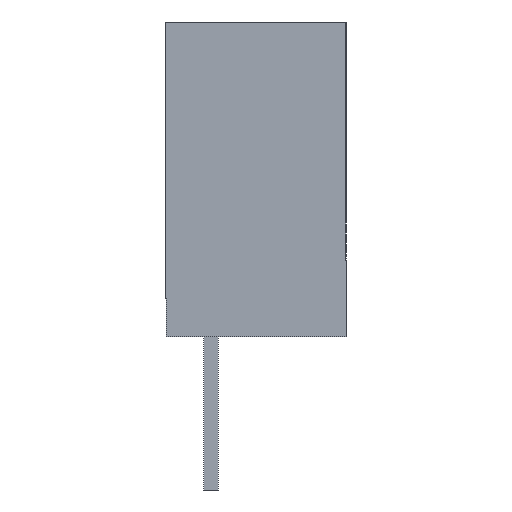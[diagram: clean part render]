
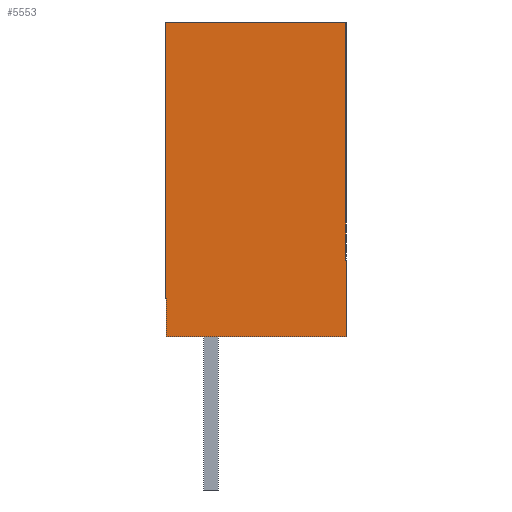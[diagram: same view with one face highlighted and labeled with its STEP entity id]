
A CAD part, left-side view. The second image highlights one B-rep face of the part: STEP entity #5553.
In plain terms, the highlighted planar face has unit normal (-1, 0, 0).
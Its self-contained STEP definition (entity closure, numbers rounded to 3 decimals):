
#982 = VERTEX_POINT('',#983);
#983 = CARTESIAN_POINT('',(-30.734,8.89,2.54));
#989 = EDGE_CURVE('',#982,#990,#992,.T.);
#990 = VERTEX_POINT('',#991);
#991 = CARTESIAN_POINT('',(-30.734,0.,2.54));
#992 = LINE('',#993,#994);
#993 = CARTESIAN_POINT('',(-30.734,8.89,2.54));
#994 = VECTOR('',#995,1.);
#995 = DIRECTION('',(0.,-1.,0.));
#1030 = VERTEX_POINT('',#1031);
#1031 = CARTESIAN_POINT('',(-30.734,0.,-2.54));
#1037 = EDGE_CURVE('',#1038,#1030,#1040,.T.);
#1038 = VERTEX_POINT('',#1039);
#1039 = CARTESIAN_POINT('',(-30.734,8.89,-2.54));
#1040 = LINE('',#1041,#1042);
#1041 = CARTESIAN_POINT('',(-30.734,8.89,-2.54));
#1042 = VECTOR('',#1043,1.);
#1043 = DIRECTION('',(0.,-1.,0.));
#1154 = EDGE_CURVE('',#1030,#990,#1155,.T.);
#1155 = LINE('',#1156,#1157);
#1156 = CARTESIAN_POINT('',(-30.734,0.,-2.54));
#1157 = VECTOR('',#1158,1.);
#1158 = DIRECTION('',(0.,0.,1.));
#4703 = EDGE_CURVE('',#1038,#982,#4704,.T.);
#4704 = LINE('',#4705,#4706);
#4705 = CARTESIAN_POINT('',(-30.734,8.89,-2.54));
#4706 = VECTOR('',#4707,1.);
#4707 = DIRECTION('',(0.,0.,1.));
#5553 = ADVANCED_FACE('',(#5554),#5560,.F.);
#5554 = FACE_BOUND('',#5555,.T.);
#5555 = EDGE_LOOP('',(#5556,#5557,#5558,#5559));
#5556 = ORIENTED_EDGE('',*,*,#1154,.T.);
#5557 = ORIENTED_EDGE('',*,*,#989,.F.);
#5558 = ORIENTED_EDGE('',*,*,#4703,.F.);
#5559 = ORIENTED_EDGE('',*,*,#1037,.T.);
#5560 = PLANE('',#5561);
#5561 = AXIS2_PLACEMENT_3D('',#5562,#5563,#5564);
#5562 = CARTESIAN_POINT('',(-30.734,8.89,-2.54));
#5563 = DIRECTION('',(1.,0.,0.));
#5564 = DIRECTION('',(0.,0.,-1.));
